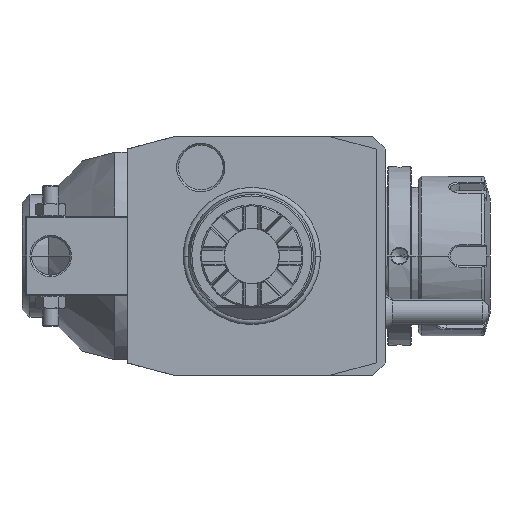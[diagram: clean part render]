
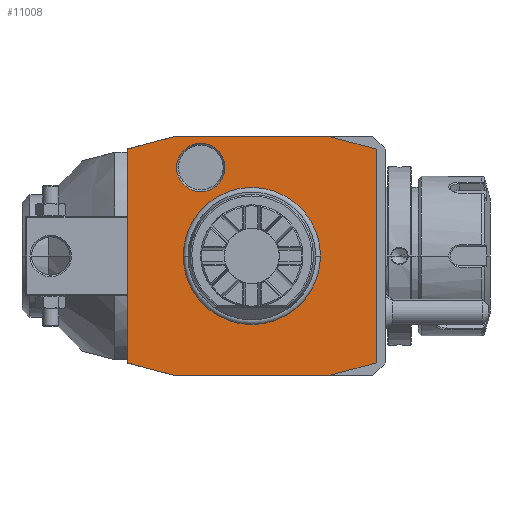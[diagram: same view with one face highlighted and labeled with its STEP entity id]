
A CAD part, front view. The second image highlights one B-rep face of the part: STEP entity #11008.
In plain terms, the highlighted planar face has unit normal (0, -1, 0).
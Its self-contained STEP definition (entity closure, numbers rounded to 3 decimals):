
#1=DIRECTION('',(0.966,0.,-0.259));
#2=VECTOR('',#1,15.529);
#3=CARTESIAN_POINT('',(-39.,0.,-33.481));
#4=LINE('',#3,#2);
#5=DIRECTION('',(0.,0.,-1.));
#6=VECTOR('',#5,66.962);
#7=CARTESIAN_POINT('',(-39.,0.,33.481));
#8=LINE('',#7,#6);
#9=DIRECTION('',(-0.966,0.,-0.259));
#10=VECTOR('',#9,15.529);
#11=CARTESIAN_POINT('',(-24.,0.,37.5));
#12=LINE('',#11,#10);
#13=DIRECTION('',(-1.,0.,0.));
#14=VECTOR('',#13,48.);
#15=CARTESIAN_POINT('',(24.,0.,37.5));
#16=LINE('',#15,#14);
#17=DIRECTION('',(-0.966,0.,0.259));
#18=VECTOR('',#17,15.529);
#19=CARTESIAN_POINT('',(39.,0.,33.481));
#20=LINE('',#19,#18);
#21=DIRECTION('',(0.,0.,1.));
#22=VECTOR('',#21,66.962);
#23=CARTESIAN_POINT('',(39.,0.,-33.481));
#24=LINE('',#23,#22);
#25=DIRECTION('',(0.966,0.,0.259));
#26=VECTOR('',#25,15.529);
#27=CARTESIAN_POINT('',(24.,0.,-37.5));
#28=LINE('',#27,#26);
#29=DIRECTION('',(1.,0.,0.));
#30=VECTOR('',#29,48.);
#31=CARTESIAN_POINT('',(-24.,0.,-37.5));
#32=LINE('',#31,#30);
#33=CARTESIAN_POINT('',(-16.,0.,27.713));
#34=DIRECTION('',(0.,1.,0.));
#35=DIRECTION('',(-1.,0.,0.));
#36=AXIS2_PLACEMENT_3D('',#33,#34,#35);
#38=CARTESIAN_POINT('',(-16.,0.,27.713));
#39=DIRECTION('',(0.,1.,0.));
#40=DIRECTION('',(1.,0.,0.));
#41=AXIS2_PLACEMENT_3D('',#38,#39,#40);
#7150=CARTESIAN_POINT('',(0.,0.,0.));
#7151=DIRECTION('',(0.,-1.,0.));
#7152=DIRECTION('',(1.,0.,0.));
#7153=AXIS2_PLACEMENT_3D('',#7150,#7151,#7152);
#7155=CARTESIAN_POINT('',(0.,0.,0.));
#7156=DIRECTION('',(0.,-1.,0.));
#7157=DIRECTION('',(-1.,0.,0.));
#7158=AXIS2_PLACEMENT_3D('',#7155,#7156,#7157);
#9832=CARTESIAN_POINT('',(-23.577,0.,
27.713));
#9833=CARTESIAN_POINT('',(-8.423,0.,
27.713));
#9834=VERTEX_POINT('',#9832);
#9835=VERTEX_POINT('',#9833);
#10718=CARTESIAN_POINT('',(-39.,0.,-33.481));
#10719=CARTESIAN_POINT('',(-24.,0.,-37.5));
#10720=VERTEX_POINT('',#10718);
#10721=VERTEX_POINT('',#10719);
#10722=CARTESIAN_POINT('',(24.,0.,-37.5));
#10723=VERTEX_POINT('',#10722);
#10724=CARTESIAN_POINT('',(39.,0.,-33.481));
#10725=VERTEX_POINT('',#10724);
#10726=CARTESIAN_POINT('',(39.,0.,33.481));
#10727=VERTEX_POINT('',#10726);
#10728=CARTESIAN_POINT('',(24.,0.,37.5));
#10729=VERTEX_POINT('',#10728);
#10730=CARTESIAN_POINT('',(-24.,0.,37.5));
#10731=VERTEX_POINT('',#10730);
#10732=CARTESIAN_POINT('',(-39.,0.,33.481));
#10733=VERTEX_POINT('',#10732);
#10841=CARTESIAN_POINT('',(21.137,0.,0.));
#10842=CARTESIAN_POINT('',(-21.137,0.,0.));
#10843=VERTEX_POINT('',#10841);
#10844=VERTEX_POINT('',#10842);
#10973=CARTESIAN_POINT('',(0.,0.,0.));
#10974=DIRECTION('',(0.,-1.,0.));
#10975=DIRECTION('',(-1.,0.,0.));
#10976=AXIS2_PLACEMENT_3D('',#10973,#10974,#10975);
#10977=PLANE('',#10976);
#10979=ORIENTED_EDGE('',*,*,#10978,.F.);
#10981=ORIENTED_EDGE('',*,*,#10980,.F.);
#10983=ORIENTED_EDGE('',*,*,#10982,.F.);
#10985=ORIENTED_EDGE('',*,*,#10984,.F.);
#10987=ORIENTED_EDGE('',*,*,#10986,.F.);
#10989=ORIENTED_EDGE('',*,*,#10988,.F.);
#10991=ORIENTED_EDGE('',*,*,#10990,.F.);
#10993=ORIENTED_EDGE('',*,*,#10992,.F.);
#10994=EDGE_LOOP('',(#10979,#10981,#10983,#10985,#10987,#10989,#10991,#10993));
#10995=FACE_OUTER_BOUND('',#10994,.F.);
#10997=ORIENTED_EDGE('',*,*,#10996,.T.);
#10999=ORIENTED_EDGE('',*,*,#10998,.T.);
#11000=EDGE_LOOP('',(#10997,#10999));
#11001=FACE_BOUND('',#11000,.F.);
#11003=ORIENTED_EDGE('',*,*,#11002,.F.);
#11005=ORIENTED_EDGE('',*,*,#11004,.F.);
#11006=EDGE_LOOP('',(#11003,#11005));
#11007=FACE_BOUND('',#11006,.F.);
#37=CIRCLE('',#36,7.577);
#42=CIRCLE('',#41,7.577);
#7154=CIRCLE('',#7153,21.137);
#7159=CIRCLE('',#7158,21.137);
#10978=EDGE_CURVE('',#10720,#10721,#4,.T.);
#10980=EDGE_CURVE('',#10733,#10720,#8,.T.);
#10982=EDGE_CURVE('',#10731,#10733,#12,.T.);
#10984=EDGE_CURVE('',#10729,#10731,#16,.T.);
#10986=EDGE_CURVE('',#10727,#10729,#20,.T.);
#10988=EDGE_CURVE('',#10725,#10727,#24,.T.);
#10990=EDGE_CURVE('',#10723,#10725,#28,.T.);
#10992=EDGE_CURVE('',#10721,#10723,#32,.T.);
#10996=EDGE_CURVE('',#10843,#10844,#7154,.T.);
#10998=EDGE_CURVE('',#10844,#10843,#7159,.T.);
#11002=EDGE_CURVE('',#9834,#9835,#37,.T.);
#11004=EDGE_CURVE('',#9835,#9834,#42,.T.);
#11008=ADVANCED_FACE('',(#10995,#11001,#11007),#10977,.T.);
